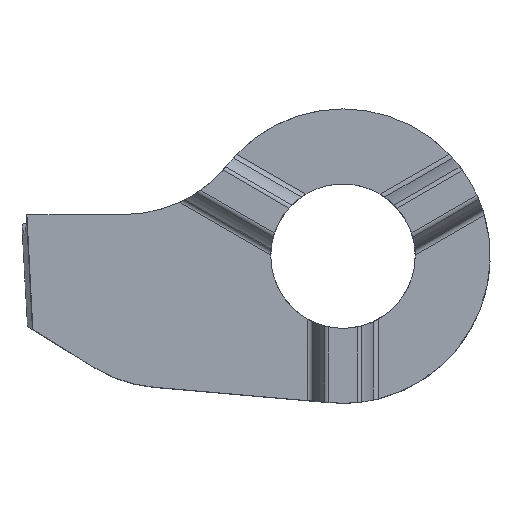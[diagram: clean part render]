
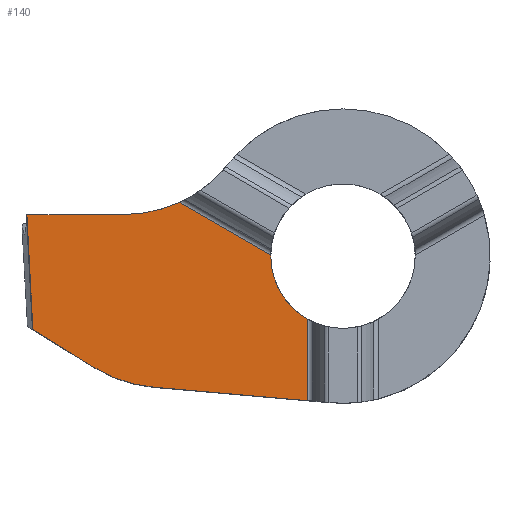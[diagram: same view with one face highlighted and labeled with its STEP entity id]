
A CAD part, top view. The second image highlights one B-rep face of the part: STEP entity #140.
In plain terms, the highlighted planar face has unit normal (0, 0, 1).
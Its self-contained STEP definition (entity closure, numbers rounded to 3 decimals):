
#101=CIRCLE('',#1084,5.);
#102=CIRCLE('',#1085,2.7);
#103=CIRCLE('',#1086,5.);
#140=ADVANCED_FACE('',(#215),#177,.F.);
#177=PLANE('',#1087);
#215=FACE_OUTER_BOUND('',#264,.T.);
#264=EDGE_LOOP('',(#453,#454,#455,#456,#457,#458,#459,#460,#461));
#453=ORIENTED_EDGE('',*,*,#816,.T.);
#454=ORIENTED_EDGE('',*,*,#817,.T.);
#455=ORIENTED_EDGE('',*,*,#760,.T.);
#456=ORIENTED_EDGE('',*,*,#818,.T.);
#457=ORIENTED_EDGE('',*,*,#788,.F.);
#458=ORIENTED_EDGE('',*,*,#819,.T.);
#459=ORIENTED_EDGE('',*,*,#734,.T.);
#460=ORIENTED_EDGE('',*,*,#820,.T.);
#461=ORIENTED_EDGE('',*,*,#741,.T.);
#630=VERTEX_POINT('',#1398);
#637=VERTEX_POINT('',#1418);
#644=VERTEX_POINT('',#1451);
#645=VERTEX_POINT('',#1453);
#661=VERTEX_POINT('',#1522);
#662=VERTEX_POINT('',#1524);
#680=VERTEX_POINT('',#1689);
#682=VERTEX_POINT('',#1705);
#697=VERTEX_POINT('',#1880);
#734=EDGE_CURVE('',#630,#637,#876,.T.);
#741=EDGE_CURVE('',#645,#644,#881,.T.);
#760=EDGE_CURVE('',#662,#661,#891,.T.);
#788=EDGE_CURVE('',#682,#680,#901,.T.);
#816=EDGE_CURVE('',#644,#697,#101,.T.);
#817=EDGE_CURVE('',#697,#662,#909,.T.);
#818=EDGE_CURVE('',#661,#680,#102,.T.);
#819=EDGE_CURVE('',#682,#630,#103,.T.);
#820=EDGE_CURVE('',#637,#645,#910,.T.);
#876=LINE('',#1419,#939);
#881=LINE('',#1452,#944);
#891=LINE('',#1523,#954);
#901=LINE('',#1706,#964);
#909=LINE('',#1881,#972);
#910=LINE('',#1884,#973);
#939=VECTOR('',#1141,1.);
#944=VECTOR('',#1148,1.);
#954=VECTOR('',#1176,1.);
#964=VECTOR('',#1206,1.);
#972=VECTOR('',#1246,1.);
#973=VECTOR('',#1251,1.);
#1084=AXIS2_PLACEMENT_3D('',#1879,#1244,#1245);
#1085=AXIS2_PLACEMENT_3D('',#1882,#1247,#1248);
#1086=AXIS2_PLACEMENT_3D('',#1883,#1249,#1250);
#1087=AXIS2_PLACEMENT_3D('',#1885,#1252,#1253);
#1141=DIRECTION('',(-1.,0.,0.));
#1148=DIRECTION('',(0.848,-0.53,0.));
#1176=DIRECTION('',(0.,1.,0.));
#1206=DIRECTION('',(0.866,-0.5,0.));
#1244=DIRECTION('',(0.,0.,1.));
#1245=DIRECTION('',(1.,0.,0.));
#1246=DIRECTION('',(0.996,-0.087,0.));
#1247=DIRECTION('',(0.,0.,-1.));
#1248=DIRECTION('',(-1.,0.,0.));
#1249=DIRECTION('',(0.,0.,-1.));
#1250=DIRECTION('',(-1.,0.,0.));
#1251=DIRECTION('',(0.052,-0.999,0.));
#1252=DIRECTION('',(0.,0.,-1.));
#1253=DIRECTION('',(1.,0.,0.));
#1398=CARTESIAN_POINT('',(-8.207,1.55,-0.1));
#1418=CARTESIAN_POINT('',(-11.816,1.55,-0.1));
#1419=CARTESIAN_POINT('',(-8.207,1.55,-0.1));
#1451=CARTESIAN_POINT('',(-9.31,-4.159,-0.1));
#1452=CARTESIAN_POINT('',(-12.954,-1.882,-0.1));
#1453=CARTESIAN_POINT('',(-11.591,-2.734,-0.1));
#1522=CARTESIAN_POINT('',(-1.316,-2.358,-0.1));
#1523=CARTESIAN_POINT('',(-1.316,-7.,-0.1));
#1524=CARTESIAN_POINT('',(-1.316,-5.406,-0.1));
#1689=CARTESIAN_POINT('',(-2.7,0.04,-0.1));
#1705=CARTESIAN_POINT('',(-6.112,2.01,-0.1));
#1706=CARTESIAN_POINT('',(-6.72,2.361,-0.1));
#1879=CARTESIAN_POINT('',(-6.66,0.081,-0.1));
#1880=CARTESIAN_POINT('',(-7.096,-4.9,-0.1));
#1881=CARTESIAN_POINT('',(-0.479,-5.479,-0.1));
#1882=CARTESIAN_POINT('',(0.,0.,-0.1));
#1883=CARTESIAN_POINT('',(-8.207,6.55,-0.1));
#1884=CARTESIAN_POINT('',(-12.191,8.719,-0.1));
#1885=CARTESIAN_POINT('',(-8.207,6.55,-0.1));
